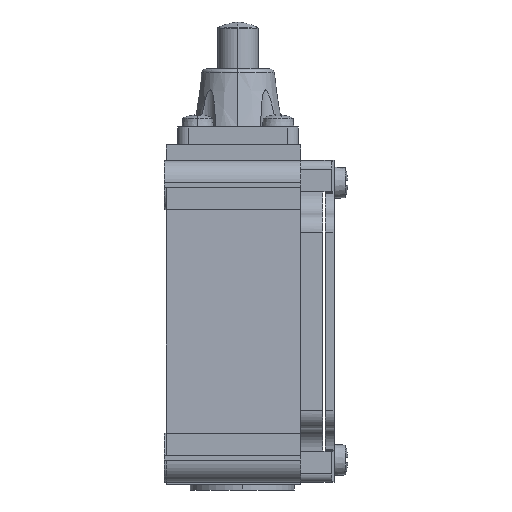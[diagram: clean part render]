
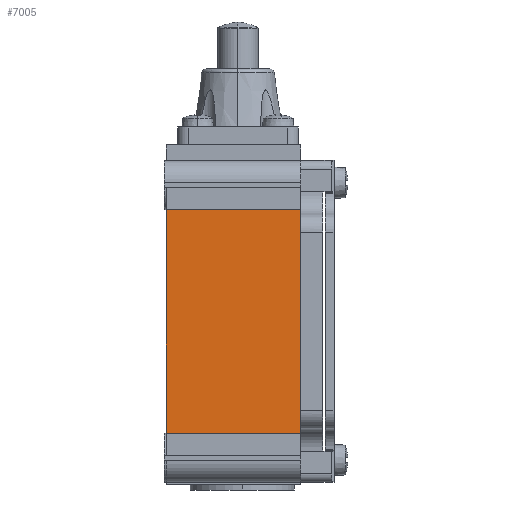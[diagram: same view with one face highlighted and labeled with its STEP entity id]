
A CAD part, left-side view. The second image highlights one B-rep face of the part: STEP entity #7005.
In plain terms, the highlighted planar face has unit normal (-1, -0.008, 0).
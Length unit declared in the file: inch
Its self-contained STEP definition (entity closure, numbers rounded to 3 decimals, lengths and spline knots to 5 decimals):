
#316 = ORIENTED_EDGE ( 'NONE', *, *, #6567, .T. ) ;
#428 = CARTESIAN_POINT ( 'NONE',  ( -0.7874, -0.51181, 1.48425 ) ) ;
#571 = CARTESIAN_POINT ( 'NONE',  ( -0.7874, -0.51181, 1.48425 ) ) ;
#881 = VECTOR ( 'NONE', #9042, 39.37008 ) ;
#1481 = LINE ( 'NONE', #428, #11089 ) ;
#1522 = EDGE_CURVE ( 'NONE', #9803, #13692, #9173, .T. ) ;
#1965 = ORIENTED_EDGE ( 'NONE', *, *, #13934, .T. ) ;
#2232 = LINE ( 'NONE', #5660, #11266 ) ;
#2288 = FACE_OUTER_BOUND ( 'NONE', #2949, .T. ) ;
#2754 = EDGE_CURVE ( 'NONE', #13692, #10809, #7367, .T. ) ;
#2849 = VECTOR ( 'NONE', #9751, 39.37008 ) ;
#2918 = LINE ( 'NONE', #3817, #881 ) ;
#2949 = EDGE_LOOP ( 'NONE', ( #1965, #316, #3582, #12003, #14648, #4205 ) ) ;
#2992 = CARTESIAN_POINT ( 'NONE',  ( -0.79724, 0.66929, 2.4685 ) ) ;
#3582 = ORIENTED_EDGE ( 'NONE', *, *, #4238, .T. ) ;
#3729 = CARTESIAN_POINT ( 'NONE',  ( -0.7874, -0.51181, 2.32645 ) ) ;
#3768 = CARTESIAN_POINT ( 'NONE',  ( -0.7874, -0.51181, 0.64205 ) ) ;
#3817 = CARTESIAN_POINT ( 'NONE',  ( -0.79724, 0.66929, 0.5 ) ) ;
#4071 = VECTOR ( 'NONE', #9941, 39.37008 ) ;
#4205 = ORIENTED_EDGE ( 'NONE', *, *, #9026, .T. ) ;
#4238 = EDGE_CURVE ( 'NONE', #4930, #9803, #2918, .T. ) ;
#4930 = VERTEX_POINT ( 'NONE', #14740 ) ;
#5660 = CARTESIAN_POINT ( 'NONE',  ( -0.79724, 0.66929, 1.53874 ) ) ;
#5867 = DIRECTION ( 'NONE',  ( -1., -0.008, 0. ) ) ;
#6567 = EDGE_CURVE ( 'NONE', #12142, #4930, #2232, .T. ) ;
#6783 = DIRECTION ( 'NONE',  ( 0., 0., -1. ) ) ;
#6921 = DIRECTION ( 'NONE',  ( 0.008, -1., 0. ) ) ;
#7005 = ADVANCED_FACE ( 'NONE', ( #2288 ), #7066, .T. ) ;
#7066 = PLANE ( 'NONE',  #12545 ) ;
#7367 = LINE ( 'NONE', #571, #2849 ) ;
#7394 = CARTESIAN_POINT ( 'NONE',  ( -0.7874, -0.51181, 2.4685 ) ) ;
#7521 = CARTESIAN_POINT ( 'NONE',  ( -0.79724, 0.66929, 2.4685 ) ) ;
#7546 = CARTESIAN_POINT ( 'NONE',  ( -0.7874, -0.51181, 0.5 ) ) ;
#7690 = VECTOR ( 'NONE', #8277, 39.37008 ) ;
#8277 = DIRECTION ( 'NONE',  ( 0., 0., 1. ) ) ;
#9026 = EDGE_CURVE ( 'NONE', #10809, #10737, #1481, .T. ) ;
#9042 = DIRECTION ( 'NONE',  ( 0.008, -1., 0. ) ) ;
#9173 = LINE ( 'NONE', #10368, #7690 ) ;
#9751 = DIRECTION ( 'NONE',  ( 0., 0., 1. ) ) ;
#9803 = VERTEX_POINT ( 'NONE', #7546 ) ;
#9941 = DIRECTION ( 'NONE',  ( -0.008, 1., 0. ) ) ;
#10368 = CARTESIAN_POINT ( 'NONE',  ( -0.7874, -0.51181, 1.48425 ) ) ;
#10737 = VERTEX_POINT ( 'NONE', #7394 ) ;
#10809 = VERTEX_POINT ( 'NONE', #3729 ) ;
#11089 = VECTOR ( 'NONE', #11499, 39.37008 ) ;
#11266 = VECTOR ( 'NONE', #6783, 39.37008 ) ;
#11499 = DIRECTION ( 'NONE',  ( 0., 0., 1. ) ) ;
#12003 = ORIENTED_EDGE ( 'NONE', *, *, #1522, .T. ) ;
#12142 = VERTEX_POINT ( 'NONE', #7521 ) ;
#12545 = AXIS2_PLACEMENT_3D ( 'NONE', #14759, #5867, #6921 ) ;
#13444 = LINE ( 'NONE', #2992, #4071 ) ;
#13692 = VERTEX_POINT ( 'NONE', #3768 ) ;
#13934 = EDGE_CURVE ( 'NONE', #10737, #12142, #13444, .T. ) ;
#14648 = ORIENTED_EDGE ( 'NONE', *, *, #2754, .T. ) ;
#14740 = CARTESIAN_POINT ( 'NONE',  ( -0.79724, 0.66929, 0.5 ) ) ;
#14759 = CARTESIAN_POINT ( 'NONE',  ( -0.79724, 0.66929, 1.48425 ) ) ;
